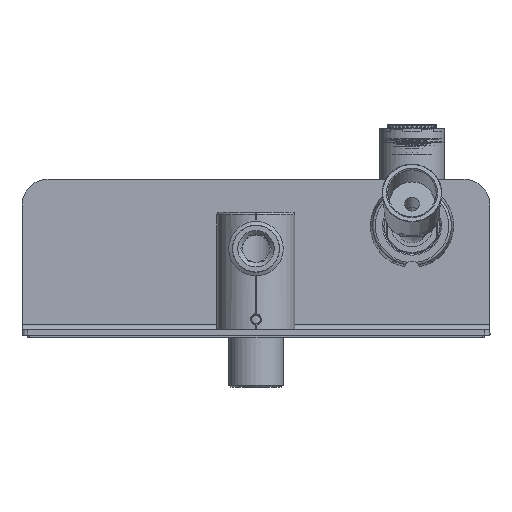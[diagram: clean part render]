
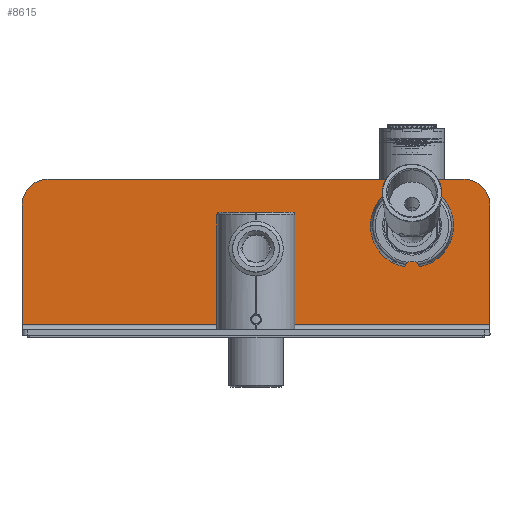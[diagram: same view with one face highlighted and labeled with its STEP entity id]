
A CAD part, front view. The second image highlights one B-rep face of the part: STEP entity #8615.
In plain terms, the highlighted planar face has unit normal (0, -1, 0).
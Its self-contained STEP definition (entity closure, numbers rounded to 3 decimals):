
#8615=ADVANCED_FACE('',(#19991),#19992,.F.);
#19991=FACE_OUTER_BOUND('',#51694,.T.);
#19992=PLANE('',#51695);
#51694=EDGE_LOOP('',(#81763,#81764,#81765,#81766,#81767,#81768,#81769,#81770,#81771,#81772,#81773,#81774,#81775,#81776));
#51695=AXIS2_PLACEMENT_3D('',#81777,#81778,#81779);
#81763=ORIENTED_EDGE('',*,*,#108745,.F.);
#81764=ORIENTED_EDGE('',*,*,#108741,.T.);
#81765=ORIENTED_EDGE('',*,*,#108747,.T.);
#81766=ORIENTED_EDGE('',*,*,#108748,.T.);
#81767=ORIENTED_EDGE('',*,*,#108749,.F.);
#81768=ORIENTED_EDGE('',*,*,#108750,.T.);
#81769=ORIENTED_EDGE('',*,*,#108751,.F.);
#81770=ORIENTED_EDGE('',*,*,#108752,.F.);
#81771=ORIENTED_EDGE('',*,*,#108753,.F.);
#81772=ORIENTED_EDGE('',*,*,#108754,.T.);
#81773=ORIENTED_EDGE('',*,*,#108755,.F.);
#81774=ORIENTED_EDGE('',*,*,#108756,.T.);
#81775=ORIENTED_EDGE('',*,*,#108757,.T.);
#81776=ORIENTED_EDGE('',*,*,#108737,.T.);
#81777=CARTESIAN_POINT('',(0.0,23.0,2.0));
#81778=DIRECTION('',(-0.0,1.0,0.0));
#81779=DIRECTION('',(1.0,0.0,0.0));
#108737=EDGE_CURVE('',#130725,#130726,#130727,.T.);
#108741=EDGE_CURVE('',#130731,#130732,#130733,.T.);
#108745=EDGE_CURVE('',#130731,#130726,#130737,.T.);
#108747=EDGE_CURVE('',#130732,#130739,#130740,.T.);
#108748=EDGE_CURVE('',#130739,#130741,#130742,.T.);
#108749=EDGE_CURVE('',#130743,#130741,#130744,.T.);
#108750=EDGE_CURVE('',#130743,#130745,#130746,.T.);
#108751=EDGE_CURVE('',#130747,#130745,#130748,.T.);
#108752=EDGE_CURVE('',#130749,#130747,#130750,.T.);
#108753=EDGE_CURVE('',#130751,#130749,#130752,.T.);
#108754=EDGE_CURVE('',#130751,#130753,#130754,.T.);
#108755=EDGE_CURVE('',#130755,#130753,#130756,.T.);
#108756=EDGE_CURVE('',#130755,#130757,#130758,.T.);
#108757=EDGE_CURVE('',#130757,#130725,#130759,.T.);
#130725=VERTEX_POINT('',#166168);
#130726=VERTEX_POINT('',#166169);
#130727=CIRCLE('',#166170,15.0);
#130731=VERTEX_POINT('',#166176);
#130732=VERTEX_POINT('',#166177);
#130733=CIRCLE('',#166178,15.0);
#130737=CIRCLE('',#166184,3.0);
#130739=VERTEX_POINT('',#166186);
#130740=LINE('',#166187,#166188);
#130741=VERTEX_POINT('',#166189);
#130742=CIRCLE('',#166190,2.0);
#130743=VERTEX_POINT('',#166191);
#130744=LINE('',#166192,#166193);
#130745=VERTEX_POINT('',#166194);
#130746=CIRCLE('',#166195,10.0);
#130747=VERTEX_POINT('',#166196);
#130748=LINE('',#166197,#166198);
#130749=VERTEX_POINT('',#166199);
#130750=LINE('',#166200,#166201);
#130751=VERTEX_POINT('',#166202);
#130752=LINE('',#166203,#166204);
#130753=VERTEX_POINT('',#166205);
#130754=CIRCLE('',#166206,10.0);
#130755=VERTEX_POINT('',#166207);
#130756=LINE('',#166208,#166209);
#130757=VERTEX_POINT('',#166210);
#130758=CIRCLE('',#166211,2.0);
#130759=LINE('',#166212,#166213);
#166168=CARTESIAN_POINT('',(68.5,23.0,54.359));
#166169=CARTESIAN_POINT('',(62.405,23.0,27.194));
#166170=AXIS2_PLACEMENT_3D('',#190269,#190270,#190271);
#166176=CARTESIAN_POINT('',(57.595,23.0,27.194));
#166177=CARTESIAN_POINT('',(51.5,23.0,54.359));
#166178=AXIS2_PLACEMENT_3D('',#190274,#190275,#190276);
#166184=AXIS2_PLACEMENT_3D('',#190279,#190280,#190281);
#166186=CARTESIAN_POINT('',(51.5,23.0,58.0));
#166187=CARTESIAN_POINT('',(51.5,23.0,2.0));
#166188=VECTOR('',#190282,1.0);
#166189=CARTESIAN_POINT('',(49.5,23.0,60.0));
#166190=AXIS2_PLACEMENT_3D('',#190283,#190284,#190285);
#166191=CARTESIAN_POINT('',(-80.0,23.0,60.0));
#166192=CARTESIAN_POINT('',(-90.0,23.0,60.0));
#166193=VECTOR('',#190286,1.0);
#166194=CARTESIAN_POINT('',(-90.0,23.0,50.0));
#166195=AXIS2_PLACEMENT_3D('',#190287,#190288,#190289);
#166196=CARTESIAN_POINT('',(-90.0,23.0,4.0));
#166197=CARTESIAN_POINT('',(-90.0,23.0,2.0));
#166198=VECTOR('',#190290,1.0);
#166199=CARTESIAN_POINT('',(90.0,23.0,4.0));
#166200=CARTESIAN_POINT('',(0.0,23.0,4.0));
#166201=VECTOR('',#190291,1.0);
#166202=CARTESIAN_POINT('',(90.0,23.0,50.0));
#166203=CARTESIAN_POINT('',(90.0,23.0,60.0));
#166204=VECTOR('',#190292,1.0);
#166205=CARTESIAN_POINT('',(80.0,23.0,60.0));
#166206=AXIS2_PLACEMENT_3D('',#190293,#190294,#190295);
#166207=CARTESIAN_POINT('',(70.5,23.0,60.0));
#166208=CARTESIAN_POINT('',(-90.0,23.0,60.0));
#166209=VECTOR('',#190296,1.0);
#166210=CARTESIAN_POINT('',(68.5,23.0,58.0));
#166211=AXIS2_PLACEMENT_3D('',#190297,#190298,#190299);
#166212=CARTESIAN_POINT('',(68.5,23.0,2.0));
#166213=VECTOR('',#190300,1.0);
#190269=CARTESIAN_POINT('',(60.0,23.0,42.0));
#190270=DIRECTION('',(0.0,1.0,0.0));
#190271=DIRECTION('',(0.0,0.0,1.0));
#190274=CARTESIAN_POINT('',(60.0,23.0,42.0));
#190275=DIRECTION('',(0.0,1.0,0.0));
#190276=DIRECTION('',(0.0,0.0,1.0));
#190279=CARTESIAN_POINT('',(60.0,23.0,25.4));
#190280=DIRECTION('',(0.0,1.0,0.0));
#190281=DIRECTION('',(0.0,0.0,1.0));
#190282=DIRECTION('',(0.,0.0,1.0));
#190283=CARTESIAN_POINT('',(49.5,23.0,58.0));
#190284=DIRECTION('',(0.0,-1.0,0.0));
#190285=DIRECTION('',(0.0,0.0,1.0));
#190286=DIRECTION('',(1.0,0.0,0.0));
#190287=CARTESIAN_POINT('',(-80.0,23.0,50.0));
#190288=DIRECTION('',(0.0,-1.0,0.0));
#190289=DIRECTION('',(0.0,0.0,1.0));
#190290=DIRECTION('',(0.0,0.0,1.0));
#190291=DIRECTION('',(-1.0,0.0,0.0));
#190292=DIRECTION('',(0.0,0.0,-1.0));
#190293=CARTESIAN_POINT('',(80.0,23.0,50.0));
#190294=DIRECTION('',(0.0,-1.0,0.0));
#190295=DIRECTION('',(0.0,0.0,1.0));
#190296=DIRECTION('',(1.0,0.0,0.0));
#190297=CARTESIAN_POINT('',(70.5,23.0,58.0));
#190298=DIRECTION('',(0.0,-1.0,0.0));
#190299=DIRECTION('',(0.0,0.0,1.0));
#190300=DIRECTION('',(0.,0.0,-1.0));
